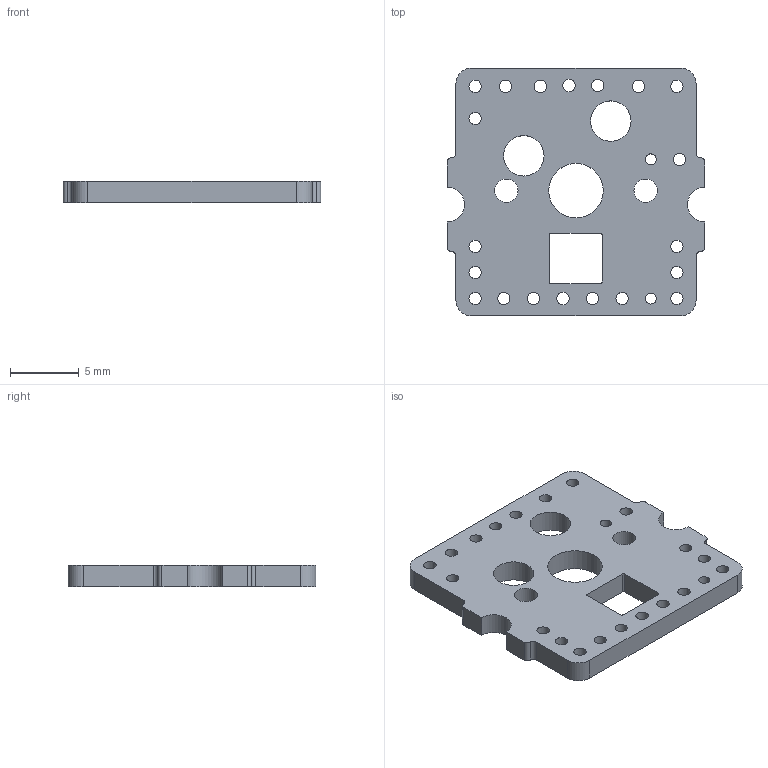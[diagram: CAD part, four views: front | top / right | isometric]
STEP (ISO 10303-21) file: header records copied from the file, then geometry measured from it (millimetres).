
FILE_DESCRIPTION(/* description */ ('STEP AP214'),/* implementation_level */ '2;1');
FILE_NAME(/* name */ '610d8c6bf48b85445636ce5e',/* time_stamp */ '2021-08-06T19:24:28+00:00',/* author */ (''),/* organization */ (''),/* preprocessor_version */ 'ST-DEVELOPER v18.1',/* originating_system */ ' ',/* authorisation */ ' ');
FILE_SCHEMA (('AUTOMOTIVE_DESIGN {1 0 10303 214 3 1 1}'));
Length unit declared in the file: metre
Products named in the file (1): COMPOUND
Bounding box: 18.8 x 18.1 x 1.6 mm (x, y, z)
Volume: 417.7 mm3; surface area: 829.1 mm2
Topology: 1 solids, 1 shells, 61 faces, 177 edges, 118 vertices
Faces by surface type: cylinder 45, plane 16
Full cylindrical faces by diameter (mm): 0.8 x2, 0.9 x20, 1.7 x2, 2.95 x2, 3.98 x1
Entity records: 2068 total; most frequent: DIRECTION 364, CARTESIAN_POINT 330, ORIENTED_EDGE 300, AXIS2_PLACEMENT_3D 152, EDGE_CURVE 150, EDGE_LOOP 144, FACE_BOUND 144, VERTEX_POINT 118
